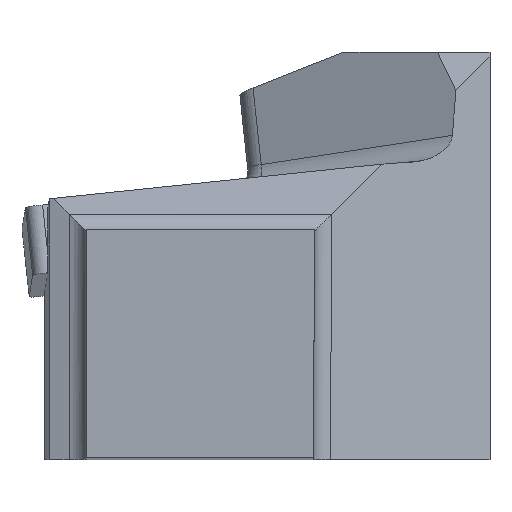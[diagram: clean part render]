
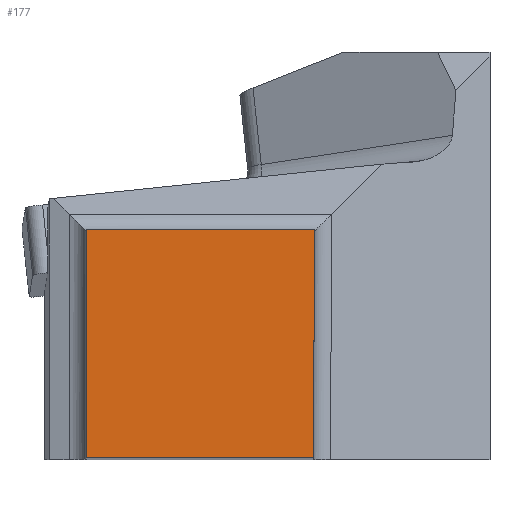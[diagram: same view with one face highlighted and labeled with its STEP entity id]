
A CAD part, top view. The second image highlights one B-rep face of the part: STEP entity #177.
In plain terms, the highlighted planar face has unit normal (0, 0, 1).
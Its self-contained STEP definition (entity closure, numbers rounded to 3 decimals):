
#136=FACE_OUTER_BOUND('',#424,.T.);
#177=ADVANCED_FACE('SHANK_FACE_BACK',(#136),#215,.F.);
#215=PLANE('',#958);
#277=LINE('',#1384,#358);
#291=LINE('',#1420,#372);
#292=LINE('',#1422,#373);
#293=LINE('',#1424,#374);
#358=VECTOR('',#1110,1.);
#372=VECTOR('',#1148,1.);
#373=VECTOR('',#1149,1.);
#374=VECTOR('',#1150,1.);
#424=EDGE_LOOP('',(#575,#576,#577,#578));
#575=ORIENTED_EDGE('',*,*,#810,.F.);
#576=ORIENTED_EDGE('',*,*,#791,.T.);
#577=ORIENTED_EDGE('',*,*,#811,.T.);
#578=ORIENTED_EDGE('',*,*,#812,.F.);
#706=VERTEX_POINT('',#1383);
#707=VERTEX_POINT('',#1385);
#717=VERTEX_POINT('',#1421);
#718=VERTEX_POINT('',#1423);
#791=EDGE_CURVE('',#707,#706,#277,.T.);
#810=EDGE_CURVE('',#707,#717,#291,.T.);
#811=EDGE_CURVE('',#706,#718,#292,.T.);
#812=EDGE_CURVE('',#717,#718,#293,.T.);
#958=AXIS2_PLACEMENT_3D('',#1425,#1151,#1152);
#1110=DIRECTION('',(1.,0.,0.));
#1148=DIRECTION('',(0.,1.,0.));
#1149=DIRECTION('',(0.004,1.,0.));
#1150=DIRECTION('',(1.,0.,0.));
#1151=DIRECTION('',(0.,0.,-1.));
#1152=DIRECTION('',(-0.994,-0.106,0.));
#1383=CARTESIAN_POINT('',(-0.069,0.,0.));
#1384=CARTESIAN_POINT('',(-22.691,0.,0.));
#1385=CARTESIAN_POINT('',(-15.875,0.,0.));
#1420=CARTESIAN_POINT('',(-15.875,-6.294,0.));
#1421=CARTESIAN_POINT('',(-15.875,15.875,0.));
#1422=CARTESIAN_POINT('',(-0.593,-120.144,0.));
#1423=CARTESIAN_POINT('',(0.,15.875,0.));
#1424=CARTESIAN_POINT('',(-22.691,15.875,0.));
#1425=CARTESIAN_POINT('',(0.,0.,
0.));
